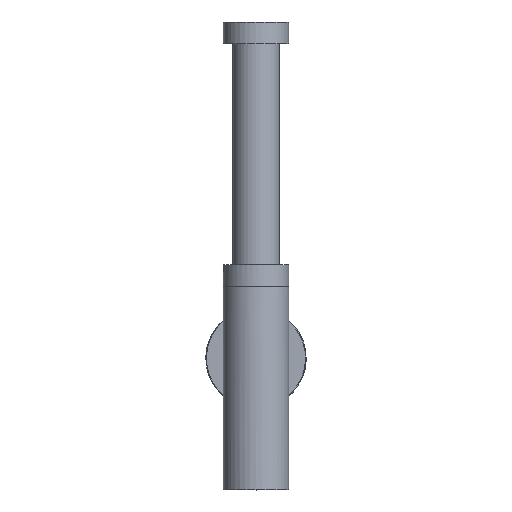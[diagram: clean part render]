
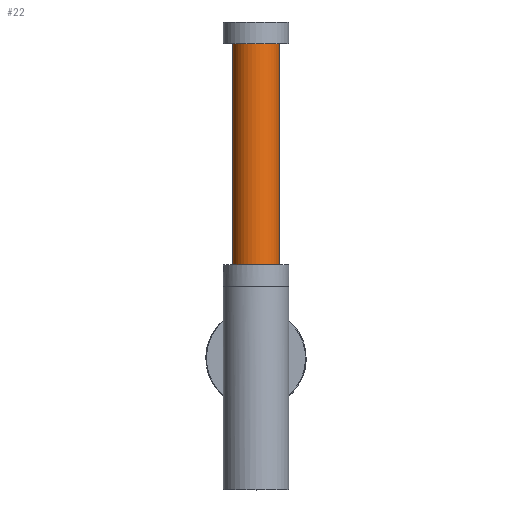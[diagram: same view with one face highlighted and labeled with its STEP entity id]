
A CAD part, top view. The second image highlights one B-rep face of the part: STEP entity #22.
In plain terms, the highlighted cylindrical face has radius 16 mm (diameter 32 mm), a full revolution.
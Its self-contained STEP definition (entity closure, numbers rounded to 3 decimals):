
#22 = ADVANCED_FACE ( 'NONE', ( #576, #530 ), #103, .T. ) ;
#45 = CARTESIAN_POINT ( 'NONE',  ( 0., 215.352, 0. ) ) ;
#60 = DIRECTION ( 'NONE',  ( 0., 1., 0. ) ) ;
#66 = DIRECTION ( 'NONE',  ( -1., 0., 0. ) ) ;
#103 = CYLINDRICAL_SURFACE ( 'NONE', #485, 16. ) ;
#111 = CARTESIAN_POINT ( 'NONE',  ( 0., 63.498, 0. ) ) ;
#119 = EDGE_CURVE ( 'NONE', #362, #362, #374, .T. ) ;
#142 = AXIS2_PLACEMENT_3D ( 'NONE', #111, #363, #208 ) ;
#208 = DIRECTION ( 'NONE',  ( 1., 0., 0. ) ) ;
#264 = ORIENTED_EDGE ( 'NONE', *, *, #119, .T. ) ;
#287 = EDGE_CURVE ( 'NONE', #634, #634, #308, .T. ) ;
#308 = CIRCLE ( 'NONE', #420, 16. ) ;
#312 = EDGE_LOOP ( 'NONE', ( #509 ) ) ;
#362 = VERTEX_POINT ( 'NONE', #566 ) ;
#363 = DIRECTION ( 'NONE',  ( 0., 1., 0. ) ) ;
#374 = CIRCLE ( 'NONE', #142, 16. ) ;
#394 = EDGE_LOOP ( 'NONE', ( #264 ) ) ;
#410 = CARTESIAN_POINT ( 'NONE',  ( 0., 219.576, 0. ) ) ;
#420 = AXIS2_PLACEMENT_3D ( 'NONE', #45, #430, #66 ) ;
#430 = DIRECTION ( 'NONE',  ( 0., -1., 0. ) ) ;
#446 = CARTESIAN_POINT ( 'NONE',  ( -16., 215.352, 0. ) ) ;
#485 = AXIS2_PLACEMENT_3D ( 'NONE', #410, #60, #611 ) ;
#509 = ORIENTED_EDGE ( 'NONE', *, *, #287, .T. ) ;
#530 = FACE_OUTER_BOUND ( 'NONE', #312, .T. ) ;
#566 = CARTESIAN_POINT ( 'NONE',  ( 16., 63.498, 0. ) ) ;
#576 = FACE_OUTER_BOUND ( 'NONE', #394, .T. ) ;
#611 = DIRECTION ( 'NONE',  ( 0.935, 0., -0.354 ) ) ;
#634 = VERTEX_POINT ( 'NONE', #446 ) ;
